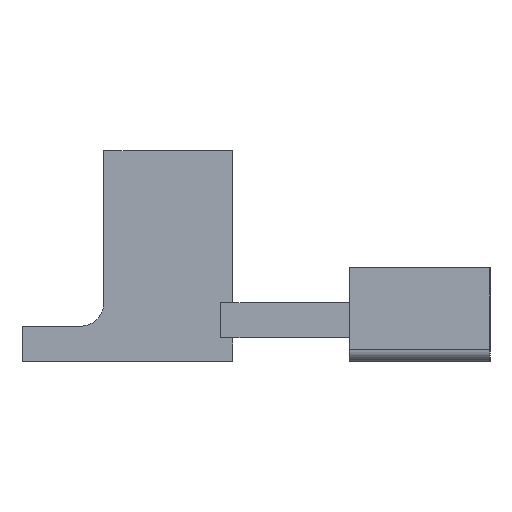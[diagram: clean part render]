
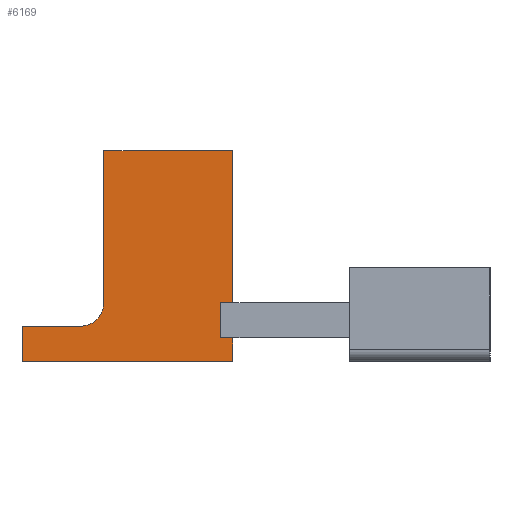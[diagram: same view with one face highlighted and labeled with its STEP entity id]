
A CAD part, left-side view. The second image highlights one B-rep face of the part: STEP entity #6169.
In plain terms, the highlighted planar face has unit normal (-1, 0, 0).
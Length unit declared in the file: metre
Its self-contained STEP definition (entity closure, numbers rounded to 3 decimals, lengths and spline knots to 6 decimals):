
#275=PLANE('',#6544);
#795=LINE('',#9283,#1619);
#798=LINE('',#9289,#1622);
#800=LINE('',#9294,#1624);
#803=LINE('',#9303,#1627);
#807=LINE('',#9312,#1631);
#811=LINE('',#9319,#1635);
#1093=LINE('',#9858,#1917);
#1098=LINE('',#9868,#1922);
#1099=LINE('',#9870,#1923);
#1100=LINE('',#9872,#1924);
#1619=VECTOR('',#7562,1.);
#1622=VECTOR('',#7567,1.);
#1624=VECTOR('',#7571,1.);
#1627=VECTOR('',#7582,1.);
#1631=VECTOR('',#7588,1.);
#1635=VECTOR('',#7594,1.);
#1917=VECTOR('',#8078,1.);
#1922=VECTOR('',#8087,1.);
#1923=VECTOR('',#8090,1.);
#1924=VECTOR('',#8091,1.);
#3583=ORIENTED_EDGE('',*,*,#4299,.F.);
#3584=ORIENTED_EDGE('',*,*,#4581,.T.);
#3585=ORIENTED_EDGE('',*,*,#4587,.F.);
#3586=ORIENTED_EDGE('',*,*,#4588,.T.);
#3587=ORIENTED_EDGE('',*,*,#4586,.T.);
#3588=ORIENTED_EDGE('',*,*,#4281,.T.);
#3589=ORIENTED_EDGE('',*,*,#4284,.T.);
#3590=ORIENTED_EDGE('',*,*,#4286,.T.);
#3591=ORIENTED_EDGE('',*,*,#4289,.T.);
#3592=ORIENTED_EDGE('',*,*,#4291,.T.);
#3593=ORIENTED_EDGE('',*,*,#4295,.F.);
#4281=EDGE_CURVE('',#5006,#5009,#795,.T.);
#4284=EDGE_CURVE('',#5009,#5011,#798,.T.);
#4286=EDGE_CURVE('',#5011,#5013,#800,.T.);
#4289=EDGE_CURVE('',#5013,#5015,#5244,.T.);
#4291=EDGE_CURVE('',#5015,#5016,#803,.T.);
#4295=EDGE_CURVE('',#5018,#5016,#807,.T.);
#4299=EDGE_CURVE('',#5021,#5018,#811,.T.);
#4581=EDGE_CURVE('',#5021,#5177,#1093,.T.);
#4586=EDGE_CURVE('',#5180,#5006,#1098,.T.);
#4587=EDGE_CURVE('',#5181,#5177,#1099,.T.);
#4588=EDGE_CURVE('',#5181,#5180,#1100,.T.);
#5006=VERTEX_POINT('',#9277);
#5009=VERTEX_POINT('',#9282);
#5011=VERTEX_POINT('',#9288);
#5013=VERTEX_POINT('',#9293);
#5015=VERTEX_POINT('',#9299);
#5016=VERTEX_POINT('',#9304);
#5018=VERTEX_POINT('',#9310);
#5021=VERTEX_POINT('',#9318);
#5177=VERTEX_POINT('',#9857);
#5180=VERTEX_POINT('',#9867);
#5181=VERTEX_POINT('',#9871);
#5244=CIRCLE('',#6436,0.0002);
#5541=EDGE_LOOP('',(#3583,#3584,#3585,#3586,#3587,#3588,#3589,#3590,#3591,
#3592,#3593));
#5839=FACE_BOUND('',#5541,.T.);
#6169=ADVANCED_FACE('',(#5839),#275,.T.);
#6436=AXIS2_PLACEMENT_3D('',#9300,#7576,#7577);
#6544=AXIS2_PLACEMENT_3D('',#9869,#8088,#8089);
#7562=DIRECTION('',(0.,0.,1.));
#7567=DIRECTION('',(0.,1.,0.));
#7571=DIRECTION('',(0.,0.,-1.));
#7576=DIRECTION('',(1.,0.,0.));
#7577=DIRECTION('',(0.,1.,0.));
#7582=DIRECTION('',(0.,1.,0.));
#7588=DIRECTION('',(0.,0.,1.));
#7594=DIRECTION('',(0.,1.,0.));
#8078=DIRECTION('',(0.,0.,1.));
#8087=DIRECTION('',(0.,-1.,0.));
#8088=DIRECTION('',(-1.,0.,0.));
#8089=DIRECTION('',(0.,1.,0.));
#8090=DIRECTION('',(0.,-1.,0.));
#8091=DIRECTION('',(0.,0.,1.));
#9277=CARTESIAN_POINT('',(-0.00585,0.0002,0.0005));
#9282=CARTESIAN_POINT('',(-0.00585,0.0002,0.0018));
#9283=CARTESIAN_POINT('',(-0.00585,0.0002,0.));
#9288=CARTESIAN_POINT('',(-0.00585,0.0013,0.0018));
#9289=CARTESIAN_POINT('',(-0.00585,0.0002,0.0018));
#9293=CARTESIAN_POINT('',(-0.00585,0.0013,0.0005));
#9294=CARTESIAN_POINT('',(-0.00585,0.0013,0.00025));
#9299=CARTESIAN_POINT('',(-0.00585,0.0015,0.0003));
#9300=CARTESIAN_POINT('',(-0.00585,0.0015,0.0005));
#9303=CARTESIAN_POINT('',(-0.00585,0.00165,0.0003));
#9304=CARTESIAN_POINT('',(-0.00585,0.002,0.0003));
#9310=CARTESIAN_POINT('',(-0.00585,0.002,0.));
#9312=CARTESIAN_POINT('',(-0.00585,0.002,0.));
#9318=CARTESIAN_POINT('',(-0.00585,0.0002,0.));
#9319=CARTESIAN_POINT('',(-0.00585,0.0002,0.));
#9857=CARTESIAN_POINT('',(-0.00585,0.0002,0.0002));
#9858=CARTESIAN_POINT('',(-0.00585,0.0002,0.));
#9867=CARTESIAN_POINT('',(-0.00585,0.0003,0.0005));
#9868=CARTESIAN_POINT('',(-0.00585,-0.000123,0.0005));
#9869=CARTESIAN_POINT('',(-0.00585,0.0002,0.));
#9870=CARTESIAN_POINT('',(-0.00585,-0.000123,0.0002));
#9871=CARTESIAN_POINT('',(-0.00585,0.0003,0.0002));
#9872=CARTESIAN_POINT('',(-0.00585,0.0003,0.0001));
